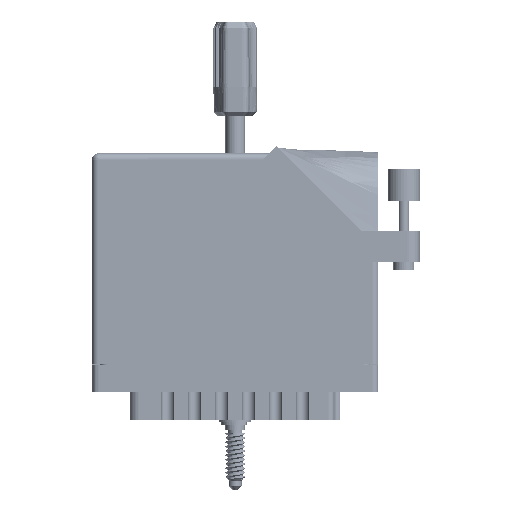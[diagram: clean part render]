
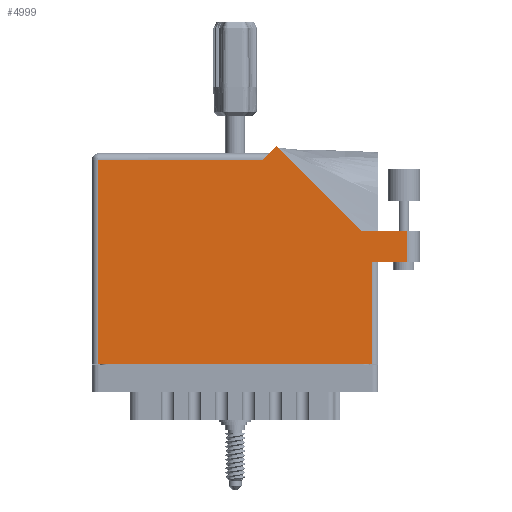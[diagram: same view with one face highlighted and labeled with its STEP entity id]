
A CAD part, front view. The second image highlights one B-rep face of the part: STEP entity #4999.
In plain terms, the highlighted face is planar.
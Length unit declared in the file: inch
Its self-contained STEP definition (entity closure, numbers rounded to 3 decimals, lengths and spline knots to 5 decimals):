
#391 = CARTESIAN_POINT ( 'NONE',  ( 0., 0., 0. ) ) ;
#1362 = CARTESIAN_POINT ( 'NONE',  ( 0.062, 0., 0. ) ) ;
#3922 = LINE ( 'NONE', #64288, #51485 ) ;
#4301 = CARTESIAN_POINT ( 'NONE',  ( 2.58942, 1.287, 0. ) ) ;
#4999 = ADVANCED_FACE ( 'NONE', ( #91162 ), #6393, .F. ) ;
#6393 = PLANE ( 'NONE',  #95911 ) ;
#6939 = DIRECTION ( 'NONE',  ( 0., 0., -1. ) ) ;
#9342 = LINE ( 'NONE', #93034, #98016 ) ;
#9466 = EDGE_CURVE ( 'NONE', #77768, #39737, #33637, .T. ) ;
#11294 = CARTESIAN_POINT ( 'NONE',  ( 3.03, 1.287, 0. ) ) ;
#13435 = CARTESIAN_POINT ( 'NONE',  ( 2.755, 0.98, 0. ) ) ;
#14146 = DIRECTION ( 'NONE',  ( -1., 0., 0. ) ) ;
#14541 = VECTOR ( 'NONE', #43030, 39.37008 ) ;
#15014 = CARTESIAN_POINT ( 'NONE',  ( 2.693, 0.98, 0. ) ) ;
#16289 = CARTESIAN_POINT ( 'NONE',  ( 3.03, 1.287, 0. ) ) ;
#22261 = EDGE_CURVE ( 'NONE', #94873, #77768, #71948, .T. ) ;
#22715 = DIRECTION ( 'NONE',  ( 0., 1., 0. ) ) ;
#25958 = DIRECTION ( 'NONE',  ( -1., 0., 0. ) ) ;
#28348 = VERTEX_POINT ( 'NONE', #11294 ) ;
#29868 = DIRECTION ( 'NONE',  ( 0., -1., 0. ) ) ;
#31536 = VECTOR ( 'NONE', #86085, 39.37008 ) ;
#32077 = CARTESIAN_POINT ( 'NONE',  ( 1.77571, 2.10071, 0. ) ) ;
#32338 = EDGE_CURVE ( 'NONE', #62410, #90481, #60366, .T. ) ;
#33637 = LINE ( 'NONE', #391, #14541 ) ;
#33641 = ORIENTED_EDGE ( 'NONE', *, *, #32338, .T. ) ;
#33864 = CARTESIAN_POINT ( 'NONE',  ( 0.062, 1.968, 0. ) ) ;
#35434 = CARTESIAN_POINT ( 'NONE',  ( 2.58942, 1.287, 0. ) ) ;
#35651 = VECTOR ( 'NONE', #80050, 39.37008 ) ;
#37284 = ORIENTED_EDGE ( 'NONE', *, *, #9466, .T. ) ;
#37843 = DIRECTION ( 'NONE',  ( 1., 0., 0. ) ) ;
#39402 = ORIENTED_EDGE ( 'NONE', *, *, #58583, .T. ) ;
#39502 = EDGE_CURVE ( 'NONE', #47937, #47969, #57174, .T. ) ;
#39737 = VERTEX_POINT ( 'NONE', #45488 ) ;
#41508 = ORIENTED_EDGE ( 'NONE', *, *, #73831, .T. ) ;
#43030 = DIRECTION ( 'NONE',  ( 1., 0., 0. ) ) ;
#45488 = CARTESIAN_POINT ( 'NONE',  ( 2.693, 0., 0. ) ) ;
#45793 = ORIENTED_EDGE ( 'NONE', *, *, #39502, .T. ) ;
#47862 = LINE ( 'NONE', #90536, #35651 ) ;
#47937 = VERTEX_POINT ( 'NONE', #15014 ) ;
#47969 = VERTEX_POINT ( 'NONE', #95338 ) ;
#51485 = VECTOR ( 'NONE', #22715, 39.37008 ) ;
#51592 = VECTOR ( 'NONE', #81793, 39.37008 ) ;
#52420 = VECTOR ( 'NONE', #102507, 39.37008 ) ;
#55158 = VECTOR ( 'NONE', #29868, 39.37008 ) ;
#56285 = LINE ( 'NONE', #74008, #51592 ) ;
#57174 = LINE ( 'NONE', #13435, #79447 ) ;
#58583 = EDGE_CURVE ( 'NONE', #47969, #28348, #68346, .T. ) ;
#59920 = VERTEX_POINT ( 'NONE', #78949 ) ;
#60366 = LINE ( 'NONE', #35434, #52420 ) ;
#62410 = VERTEX_POINT ( 'NONE', #4301 ) ;
#62736 = ORIENTED_EDGE ( 'NONE', *, *, #99784, .T. ) ;
#64288 = CARTESIAN_POINT ( 'NONE',  ( 2.693, 0.98, 0. ) ) ;
#68346 = LINE ( 'NONE', #16289, #31536 ) ;
#71948 = LINE ( 'NONE', #105803, #55158 ) ;
#73831 = EDGE_CURVE ( 'NONE', #59920, #94873, #56285, .T. ) ;
#74008 = CARTESIAN_POINT ( 'NONE',  ( 0., 1.968, 0. ) ) ;
#77427 = EDGE_LOOP ( 'NONE', ( #45793, #39402, #62736, #33641, #100620, #41508, #85234, #37284, #96075 ) ) ;
#77768 = VERTEX_POINT ( 'NONE', #1362 ) ;
#78949 = CARTESIAN_POINT ( 'NONE',  ( 1.643, 1.968, 0. ) ) ;
#79447 = VECTOR ( 'NONE', #37843, 39.37008 ) ;
#80050 = DIRECTION ( 'NONE',  ( -0.707, -0.707, 0. ) ) ;
#80681 = CARTESIAN_POINT ( 'NONE',  ( 0., 2.03, 0. ) ) ;
#81793 = DIRECTION ( 'NONE',  ( -1., 0., 0. ) ) ;
#84987 = EDGE_CURVE ( 'NONE', #90481, #59920, #47862, .T. ) ;
#85234 = ORIENTED_EDGE ( 'NONE', *, *, #22261, .T. ) ;
#86085 = DIRECTION ( 'NONE',  ( 0., 1., 0. ) ) ;
#90481 = VERTEX_POINT ( 'NONE', #32077 ) ;
#90536 = CARTESIAN_POINT ( 'NONE',  ( 1.705, 2.03, 0. ) ) ;
#91162 = FACE_OUTER_BOUND ( 'NONE', #77427, .T. ) ;
#93034 = CARTESIAN_POINT ( 'NONE',  ( 3.155, 1.287, 0. ) ) ;
#93625 = EDGE_CURVE ( 'NONE', #39737, #47937, #3922, .T. ) ;
#94873 = VERTEX_POINT ( 'NONE', #33864 ) ;
#95338 = CARTESIAN_POINT ( 'NONE',  ( 3.03, 0.98, 0. ) ) ;
#95911 = AXIS2_PLACEMENT_3D ( 'NONE', #80681, #6939, #14146 ) ;
#96075 = ORIENTED_EDGE ( 'NONE', *, *, #93625, .T. ) ;
#98016 = VECTOR ( 'NONE', #25958, 39.37008 ) ;
#99784 = EDGE_CURVE ( 'NONE', #28348, #62410, #9342, .T. ) ;
#100620 = ORIENTED_EDGE ( 'NONE', *, *, #84987, .T. ) ;
#102507 = DIRECTION ( 'NONE',  ( -0.707, 0.707, 0. ) ) ;
#105803 = CARTESIAN_POINT ( 'NONE',  ( 0.062, 0., 0. ) ) ;
